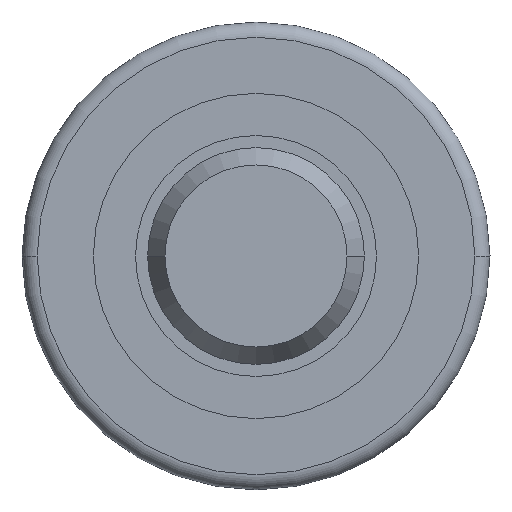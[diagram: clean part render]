
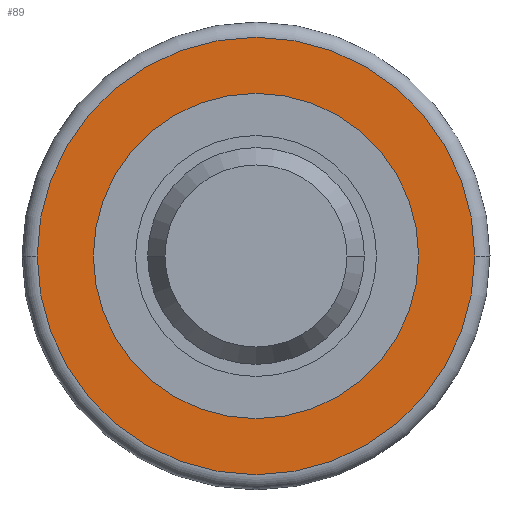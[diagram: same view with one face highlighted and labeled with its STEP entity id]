
A CAD part, left-side view. The second image highlights one B-rep face of the part: STEP entity #89.
In plain terms, the highlighted planar face has unit normal (-1, 0, 0).
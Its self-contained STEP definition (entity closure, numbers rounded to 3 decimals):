
#89=ADVANCED_FACE('',(#158,#159),#160,.F.);
#158=FACE_OUTER_BOUND('',#267,.T.);
#159=FACE_BOUND('',#268,.T.);
#160=PLANE('',#269);
#267=EDGE_LOOP('',(#533,#534));
#268=EDGE_LOOP('',(#535,#536));
#269=AXIS2_PLACEMENT_3D('',#537,#538,#539);
#533=ORIENTED_EDGE('',*,*,#841,.F.);
#534=ORIENTED_EDGE('',*,*,#842,.T.);
#535=ORIENTED_EDGE('',*,*,#840,.F.);
#536=ORIENTED_EDGE('',*,*,#838,.T.);
#537=CARTESIAN_POINT('',(4.0,0.0,0.0));
#538=DIRECTION('',(1.0,0.0,0.0));
#539=DIRECTION('',(0.0,1.0,0.0));
#838=EDGE_CURVE('',#977,#975,#978,.T.);
#840=EDGE_CURVE('',#977,#975,#980,.T.);
#841=EDGE_CURVE('',#981,#982,#983,.T.);
#842=EDGE_CURVE('',#981,#982,#984,.T.);
#975=VERTEX_POINT('',#1199);
#977=VERTEX_POINT('',#1202);
#978=CIRCLE('',#1203,26.0);
#980=CIRCLE('',#1206,26.0);
#981=VERTEX_POINT('',#1207);
#982=VERTEX_POINT('',#1208);
#983=CIRCLE('',#1209,36.313);
#984=CIRCLE('',#1210,36.313);
#1199=CARTESIAN_POINT('',(4.0,-26.0,0.0));
#1202=CARTESIAN_POINT('',(4.0,26.0,0.0));
#1203=AXIS2_PLACEMENT_3D('',#1470,#1471,#1472);
#1206=AXIS2_PLACEMENT_3D('',#1474,#1475,#1476);
#1207=CARTESIAN_POINT('',(4.0,36.313,0.0));
#1208=CARTESIAN_POINT('',(4.0,-36.313,0.0));
#1209=AXIS2_PLACEMENT_3D('',#1477,#1478,#1479);
#1210=AXIS2_PLACEMENT_3D('',#1480,#1481,#1482);
#1470=CARTESIAN_POINT('',(4.0,0.0,0.0));
#1471=DIRECTION('',(1.0,0.0,0.0));
#1472=DIRECTION('',(0.0,1.0,0.0));
#1474=CARTESIAN_POINT('',(4.0,0.0,0.0));
#1475=DIRECTION('',(-1.0,0.0,0.0));
#1476=DIRECTION('',(0.0,1.0,0.0));
#1477=CARTESIAN_POINT('',(4.0,0.0,0.0));
#1478=DIRECTION('',(1.0,0.0,0.0));
#1479=DIRECTION('',(0.0,1.0,0.0));
#1480=CARTESIAN_POINT('',(4.0,0.0,0.0));
#1481=DIRECTION('',(-1.0,0.0,0.0));
#1482=DIRECTION('',(0.0,1.0,0.0));
